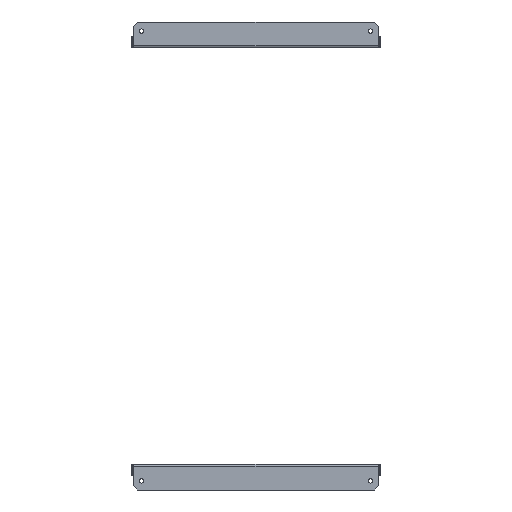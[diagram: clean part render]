
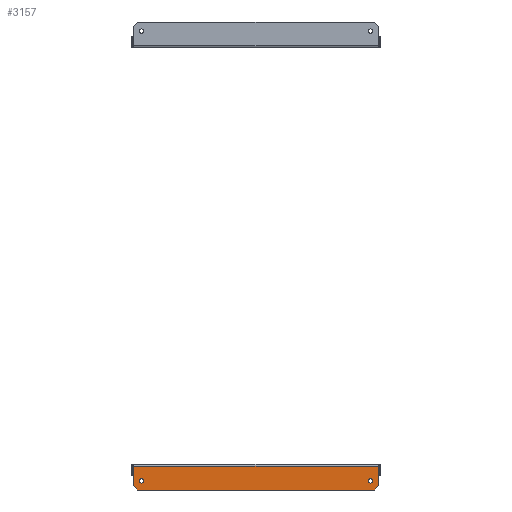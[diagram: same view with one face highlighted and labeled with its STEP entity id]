
A CAD part, left-side view. The second image highlights one B-rep face of the part: STEP entity #3157.
In plain terms, the highlighted planar face has unit normal (-1, 0, 0).
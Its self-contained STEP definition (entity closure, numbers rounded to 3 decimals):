
#187 = CARTESIAN_POINT ( 'NONE',  ( -248.5, 137.5, -20. ) ) ;
#300 = CARTESIAN_POINT ( 'NONE',  ( -248.5, -137.5, -20. ) ) ;
#337 = VERTEX_POINT ( 'NONE', #13095 ) ;
#343 = CARTESIAN_POINT ( 'NONE',  ( -248.5, -137.5, -17.25 ) ) ;
#474 = ORIENTED_EDGE ( 'NONE', *, *, #8547, .T. ) ;
#892 = EDGE_CURVE ( 'NONE', #337, #5405, #9554, .T. ) ;
#1359 = CARTESIAN_POINT ( 'NONE',  ( -248.5, 0., 0. ) ) ;
#1558 = CARTESIAN_POINT ( 'NONE',  ( -248.5, 147., -26. ) ) ;
#1931 = ORIENTED_EDGE ( 'NONE', *, *, #6649, .T. ) ;
#1942 = DIRECTION ( 'NONE',  ( -1., 0., 0. ) ) ;
#2068 = AXIS2_PLACEMENT_3D ( 'NONE', #300, #4325, #12380 ) ;
#2162 = VERTEX_POINT ( 'NONE', #17002 ) ;
#2198 = LINE ( 'NONE', #7533, #8436 ) ;
#2257 = VERTEX_POINT ( 'NONE', #343 ) ;
#2371 = LINE ( 'NONE', #15755, #10404 ) ;
#2485 = EDGE_LOOP ( 'NONE', ( #3138, #474 ) ) ;
#2760 = VERTEX_POINT ( 'NONE', #1558 ) ;
#2809 = CARTESIAN_POINT ( 'NONE',  ( -248.5, -147., -26. ) ) ;
#3138 = ORIENTED_EDGE ( 'NONE', *, *, #4568, .T. ) ;
#3157 = ADVANCED_FACE ( 'NONE', ( #13674, #11859, #13168 ), #17211, .T. ) ;
#3388 = CARTESIAN_POINT ( 'NONE',  ( -248.5, -137.5, -20. ) ) ;
#4325 = DIRECTION ( 'NONE',  ( 1., 0., 0. ) ) ;
#4568 = EDGE_CURVE ( 'NONE', #2257, #5605, #8500, .T. ) ;
#5341 = ORIENTED_EDGE ( 'NONE', *, *, #14434, .F. ) ;
#5405 = VERTEX_POINT ( 'NONE', #16517 ) ;
#5605 = VERTEX_POINT ( 'NONE', #6612 ) ;
#6087 = ORIENTED_EDGE ( 'NONE', *, *, #13749, .T. ) ;
#6178 = ORIENTED_EDGE ( 'NONE', *, *, #17198, .F. ) ;
#6217 = DIRECTION ( 'NONE',  ( 0., 1., 0. ) ) ;
#6388 = DIRECTION ( 'NONE',  ( 0., 0., -1. ) ) ;
#6448 = ORIENTED_EDGE ( 'NONE', *, *, #14808, .F. ) ;
#6451 = AXIS2_PLACEMENT_3D ( 'NONE', #3388, #8735, #15568 ) ;
#6612 = CARTESIAN_POINT ( 'NONE',  ( -248.5, -137.5, -22.75 ) ) ;
#6649 = EDGE_CURVE ( 'NONE', #15799, #2162, #6928, .T. ) ;
#6686 = DIRECTION ( 'NONE',  ( -1., 0., 0. ) ) ;
#6928 = LINE ( 'NONE', #15231, #13540 ) ;
#7357 = VERTEX_POINT ( 'NONE', #13602 ) ;
#7533 = CARTESIAN_POINT ( 'NONE',  ( -248.5, 147., -31. ) ) ;
#7640 = CARTESIAN_POINT ( 'NONE',  ( -248.5, 147., -1.5 ) ) ;
#7768 = VECTOR ( 'NONE', #12979, 1000. ) ;
#8436 = VECTOR ( 'NONE', #6217, 1000. ) ;
#8464 = CARTESIAN_POINT ( 'NONE',  ( -248.5, -86.5, -86.5 ) ) ;
#8500 = CIRCLE ( 'NONE', #2068, 2.75 ) ;
#8507 = DIRECTION ( 'NONE',  ( 0., 0., 1. ) ) ;
#8511 = AXIS2_PLACEMENT_3D ( 'NONE', #13844, #1942, #8507 ) ;
#8547 = EDGE_CURVE ( 'NONE', #5605, #2257, #14822, .T. ) ;
#8735 = DIRECTION ( 'NONE',  ( 1., 0., 0. ) ) ;
#8892 = LINE ( 'NONE', #11505, #16314 ) ;
#8953 = CARTESIAN_POINT ( 'NONE',  ( -248.5, 142., -31. ) ) ;
#9126 = LINE ( 'NONE', #7640, #7768 ) ;
#9554 = CIRCLE ( 'NONE', #10126, 2.75 ) ;
#9682 = ORIENTED_EDGE ( 'NONE', *, *, #892, .F. ) ;
#9856 = DIRECTION ( 'NONE',  ( 0., -0.707, 0.707 ) ) ;
#10126 = AXIS2_PLACEMENT_3D ( 'NONE', #187, #12435, #11120 ) ;
#10404 = VECTOR ( 'NONE', #6388, 1000. ) ;
#10485 = EDGE_LOOP ( 'NONE', ( #9682, #6178 ) ) ;
#11120 = DIRECTION ( 'NONE',  ( 0., 0., 1. ) ) ;
#11505 = CARTESIAN_POINT ( 'NONE',  ( -248.5, 86.5, -86.5 ) ) ;
#11744 = AXIS2_PLACEMENT_3D ( 'NONE', #1359, #6686, #12024 ) ;
#11786 = EDGE_LOOP ( 'NONE', ( #5341, #13599, #16742, #6087, #6448, #1931 ) ) ;
#11859 = FACE_BOUND ( 'NONE', #10485, .T. ) ;
#12024 = DIRECTION ( 'NONE',  ( 0., 0., 1. ) ) ;
#12380 = DIRECTION ( 'NONE',  ( 0., 0., 1. ) ) ;
#12435 = DIRECTION ( 'NONE',  ( -1., 0., 0. ) ) ;
#12495 = LINE ( 'NONE', #8464, #15297 ) ;
#12519 = DIRECTION ( 'NONE',  ( 0., 1., 0. ) ) ;
#12911 = DIRECTION ( 'NONE',  ( 0., -0.707, -0.707 ) ) ;
#12979 = DIRECTION ( 'NONE',  ( 0., 0., 1. ) ) ;
#13095 = CARTESIAN_POINT ( 'NONE',  ( -248.5, 137.5, -17.25 ) ) ;
#13168 = FACE_OUTER_BOUND ( 'NONE', #11786, .T. ) ;
#13340 = CARTESIAN_POINT ( 'NONE',  ( -248.5, -147., -2.5 ) ) ;
#13540 = VECTOR ( 'NONE', #12519, 1000. ) ;
#13599 = ORIENTED_EDGE ( 'NONE', *, *, #16550, .T. ) ;
#13602 = CARTESIAN_POINT ( 'NONE',  ( -248.5, -142., -31. ) ) ;
#13674 = FACE_BOUND ( 'NONE', #2485, .T. ) ;
#13749 = EDGE_CURVE ( 'NONE', #7357, #17083, #12495, .T. ) ;
#13820 = CIRCLE ( 'NONE', #8511, 2.75 ) ;
#13844 = CARTESIAN_POINT ( 'NONE',  ( -248.5, 137.5, -20. ) ) ;
#14249 = VERTEX_POINT ( 'NONE', #8953 ) ;
#14434 = EDGE_CURVE ( 'NONE', #2760, #2162, #9126, .T. ) ;
#14713 = EDGE_CURVE ( 'NONE', #7357, #14249, #2198, .T. ) ;
#14808 = EDGE_CURVE ( 'NONE', #15799, #17083, #2371, .T. ) ;
#14822 = CIRCLE ( 'NONE', #6451, 2.75 ) ;
#15231 = CARTESIAN_POINT ( 'NONE',  ( -248.5, 0., -2.5 ) ) ;
#15297 = VECTOR ( 'NONE', #9856, 1000. ) ;
#15568 = DIRECTION ( 'NONE',  ( 0., 0., 1. ) ) ;
#15755 = CARTESIAN_POINT ( 'NONE',  ( -248.5, -147., -31. ) ) ;
#15799 = VERTEX_POINT ( 'NONE', #13340 ) ;
#16314 = VECTOR ( 'NONE', #12911, 1000. ) ;
#16517 = CARTESIAN_POINT ( 'NONE',  ( -248.5, 137.5, -22.75 ) ) ;
#16550 = EDGE_CURVE ( 'NONE', #2760, #14249, #8892, .T. ) ;
#16742 = ORIENTED_EDGE ( 'NONE', *, *, #14713, .F. ) ;
#17002 = CARTESIAN_POINT ( 'NONE',  ( -248.5, 147., -2.5 ) ) ;
#17083 = VERTEX_POINT ( 'NONE', #2809 ) ;
#17198 = EDGE_CURVE ( 'NONE', #5405, #337, #13820, .T. ) ;
#17211 = PLANE ( 'NONE',  #11744 ) ;
